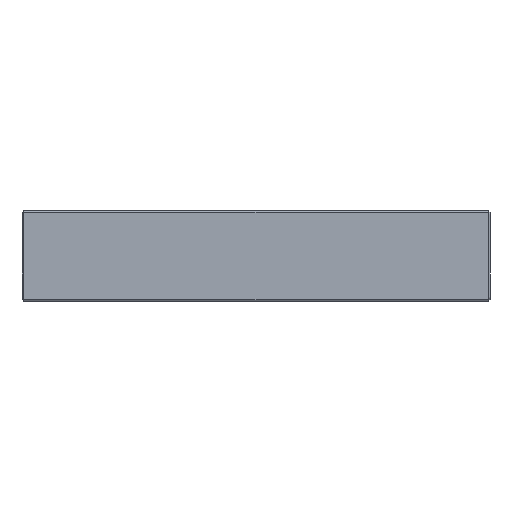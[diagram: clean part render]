
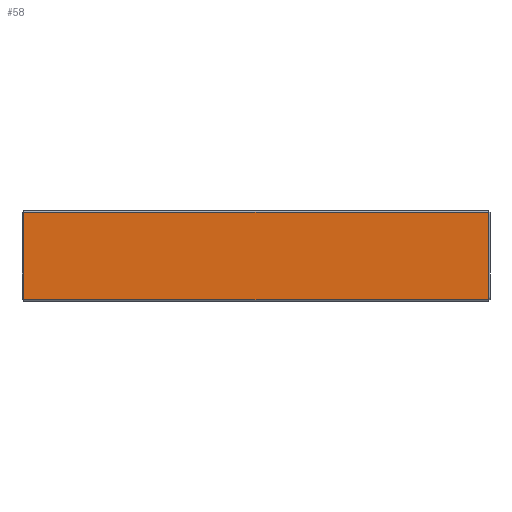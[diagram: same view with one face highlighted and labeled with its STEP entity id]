
A CAD part, top view. The second image highlights one B-rep face of the part: STEP entity #58.
In plain terms, the highlighted planar face has unit normal (0, 0, 1).
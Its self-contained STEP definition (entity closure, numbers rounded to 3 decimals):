
#58 = ADVANCED_FACE ( 'NONE', ( #278 ), #86, .T. ) ;
#62 = VECTOR ( 'NONE', #1253, 1000. ) ;
#86 = PLANE ( 'NONE',  #1099 ) ;
#212 = EDGE_LOOP ( 'NONE', ( #712, #1363, #543, #1586 ) ) ;
#225 = EDGE_CURVE ( 'NONE', #1098, #976, #1388, .T. ) ;
#277 = DIRECTION ( 'NONE',  ( 1., 0., 0. ) ) ;
#278 = FACE_OUTER_BOUND ( 'NONE', #212, .T. ) ;
#323 = LINE ( 'NONE', #1415, #62 ) ;
#344 = LINE ( 'NONE', #1660, #1429 ) ;
#459 = VECTOR ( 'NONE', #1305, 1000. ) ;
#543 = ORIENTED_EDGE ( 'NONE', *, *, #225, .T. ) ;
#646 = DIRECTION ( 'NONE',  ( 1., 0., 0. ) ) ;
#712 = ORIENTED_EDGE ( 'NONE', *, *, #1266, .T. ) ;
#765 = DIRECTION ( 'NONE',  ( -1., 0., 0. ) ) ;
#962 = CARTESIAN_POINT ( 'NONE',  ( 450., -84.5, 0. ) ) ;
#976 = VERTEX_POINT ( 'NONE', #962 ) ;
#997 = CARTESIAN_POINT ( 'NONE',  ( 450., 84.5, 0. ) ) ;
#1003 = CARTESIAN_POINT ( 'NONE',  ( -450., 84.5, 0. ) ) ;
#1052 = CARTESIAN_POINT ( 'NONE',  ( 450., 84.5, 0. ) ) ;
#1098 = VERTEX_POINT ( 'NONE', #1216 ) ;
#1099 = AXIS2_PLACEMENT_3D ( 'NONE', #1369, #1259, #646 ) ;
#1115 = VECTOR ( 'NONE', #277, 1000. ) ;
#1216 = CARTESIAN_POINT ( 'NONE',  ( -450., -84.5, 0. ) ) ;
#1237 = EDGE_CURVE ( 'NONE', #1098, #1486, #323, .T. ) ;
#1253 = DIRECTION ( 'NONE',  ( 0., 1., 0. ) ) ;
#1259 = DIRECTION ( 'NONE',  ( 0., 0., 1. ) ) ;
#1266 = EDGE_CURVE ( 'NONE', #1430, #1486, #344, .T. ) ;
#1305 = DIRECTION ( 'NONE',  ( 0., -1., 0. ) ) ;
#1360 = EDGE_CURVE ( 'NONE', #1430, #976, #1674, .T. ) ;
#1363 = ORIENTED_EDGE ( 'NONE', *, *, #1237, .F. ) ;
#1369 = CARTESIAN_POINT ( 'NONE',  ( 0., 0., 0. ) ) ;
#1388 = LINE ( 'NONE', #1438, #1115 ) ;
#1415 = CARTESIAN_POINT ( 'NONE',  ( -450., -84.5, 0. ) ) ;
#1429 = VECTOR ( 'NONE', #765, 1000. ) ;
#1430 = VERTEX_POINT ( 'NONE', #997 ) ;
#1438 = CARTESIAN_POINT ( 'NONE',  ( -453., -84.5, 0. ) ) ;
#1486 = VERTEX_POINT ( 'NONE', #1003 ) ;
#1586 = ORIENTED_EDGE ( 'NONE', *, *, #1360, .F. ) ;
#1660 = CARTESIAN_POINT ( 'NONE',  ( -453., 84.5, 0. ) ) ;
#1674 = LINE ( 'NONE', #1052, #459 ) ;
